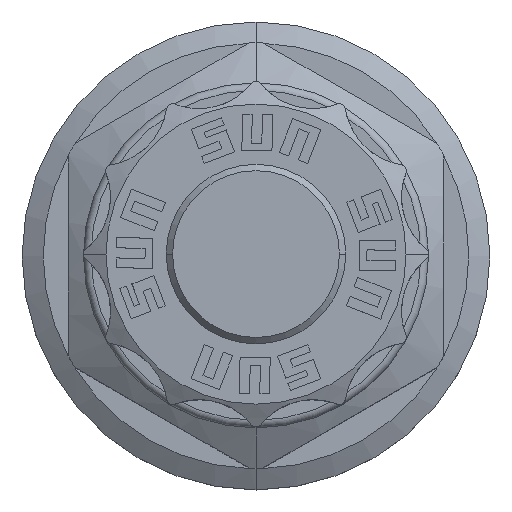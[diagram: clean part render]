
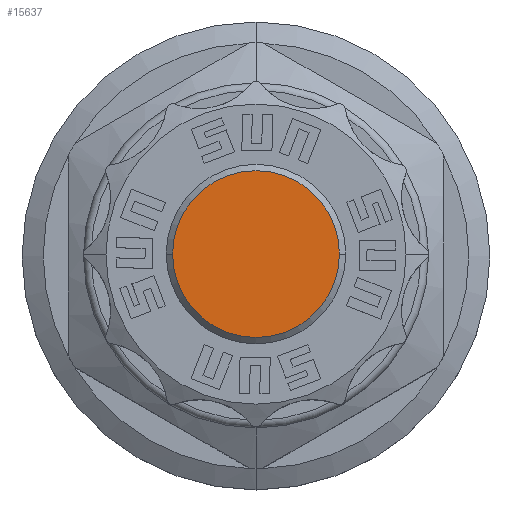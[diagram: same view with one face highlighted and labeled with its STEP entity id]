
A CAD part, top view. The second image highlights one B-rep face of the part: STEP entity #15637.
In plain terms, the highlighted planar face has unit normal (0, 0, 1).
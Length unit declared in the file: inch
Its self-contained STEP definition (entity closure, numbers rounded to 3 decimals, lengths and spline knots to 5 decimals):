
#5856=CARTESIAN_POINT('',(0.,0.,6.175));
#5857=DIRECTION('',(0.,0.,1.));
#5858=DIRECTION('',(-1.,0.,0.));
#5859=AXIS2_PLACEMENT_3D('',#5856,#5857,#5858);
#5870=CARTESIAN_POINT('',(0.,0.,6.175));
#5871=DIRECTION('',(0.,0.,1.));
#5872=DIRECTION('',(1.,0.,0.));
#5873=AXIS2_PLACEMENT_3D('',#5870,#5871,#5872);
#6165=CARTESIAN_POINT('',(-0.278,0.,6.175));
#6166=CARTESIAN_POINT('',(0.278,0.,6.175));
#6167=VERTEX_POINT('',#6165);
#6168=VERTEX_POINT('',#6166);
#15628=CARTESIAN_POINT('',(0.,0.,6.175));
#15629=DIRECTION('',(0.,0.,1.));
#15630=DIRECTION('',(-1.,0.,0.));
#15631=AXIS2_PLACEMENT_3D('',#15628,#15629,#15630);
#15632=PLANE('',#15631);
#15633=ORIENTED_EDGE('',*,*,#15615,.F.);
#15634=ORIENTED_EDGE('',*,*,#15594,.F.);
#15635=EDGE_LOOP('',(#15633,#15634));
#15636=FACE_OUTER_BOUND('',#15635,.F.);
#5860=CIRCLE('',#5859,0.278);
#5874=CIRCLE('',#5873,0.278);
#15594=EDGE_CURVE('',#6167,#6168,#5860,.T.);
#15615=EDGE_CURVE('',#6168,#6167,#5874,.T.);
#15637=ADVANCED_FACE('',(#15636),#15632,.T.);
